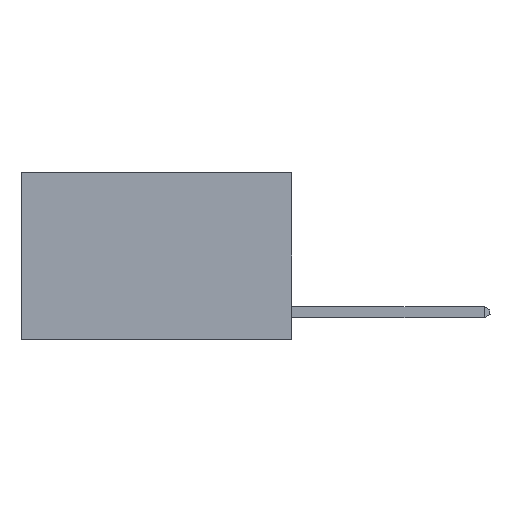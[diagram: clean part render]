
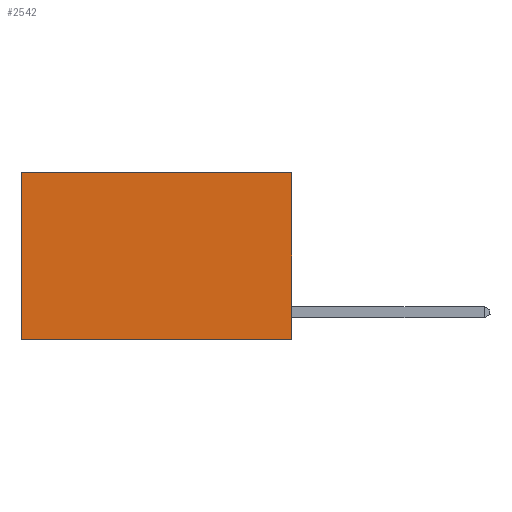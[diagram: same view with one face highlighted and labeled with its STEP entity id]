
A CAD part, left-side view. The second image highlights one B-rep face of the part: STEP entity #2542.
In plain terms, the highlighted planar face has unit normal (-1, 0, 0).
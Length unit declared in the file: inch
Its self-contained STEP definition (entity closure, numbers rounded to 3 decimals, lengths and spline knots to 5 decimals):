
#916 = LINE ( 'NONE', #4156, #3864 ) ;
#957 = ORIENTED_EDGE ( 'NONE', *, *, #8431, .F. ) ;
#1198 = LINE ( 'NONE', #2315, #10608 ) ;
#1651 = VERTEX_POINT ( 'NONE', #6463 ) ;
#2180 = EDGE_CURVE ( 'NONE', #9084, #6180, #1198, .T. ) ;
#2289 = EDGE_CURVE ( 'NONE', #10079, #1651, #4512, .T. ) ;
#2298 = ORIENTED_EDGE ( 'NONE', *, *, #2180, .F. ) ;
#2315 = CARTESIAN_POINT ( 'NONE',  ( 0.2625, 0., -0.37 ) ) ;
#2512 = CARTESIAN_POINT ( 'NONE',  ( 0.2625, 0., 0. ) ) ;
#2542 = ADVANCED_FACE ( 'NONE', ( #12941 ), #5088, .F. ) ;
#3026 = CARTESIAN_POINT ( 'NONE',  ( 0.2625, 0., 0. ) ) ;
#3405 = DIRECTION ( 'NONE',  ( 0., 1., 0. ) ) ;
#3864 = VECTOR ( 'NONE', #11060, 39.37008 ) ;
#4156 = CARTESIAN_POINT ( 'NONE',  ( 0.2625, 0.6, 0. ) ) ;
#4233 = AXIS2_PLACEMENT_3D ( 'NONE', #3026, #6423, #9624 ) ;
#4512 = LINE ( 'NONE', #11200, #9229 ) ;
#4558 = ORIENTED_EDGE ( 'NONE', *, *, #10849, .T. ) ;
#4899 = ORIENTED_EDGE ( 'NONE', *, *, #2289, .T. ) ;
#5088 = PLANE ( 'NONE',  #4233 ) ;
#6180 = VERTEX_POINT ( 'NONE', #11430 ) ;
#6299 = EDGE_LOOP ( 'NONE', ( #4558, #2298, #957, #4899 ) ) ;
#6423 = DIRECTION ( 'NONE',  ( 1., 0., 0. ) ) ;
#6463 = CARTESIAN_POINT ( 'NONE',  ( 0.2625, 0.6, 0. ) ) ;
#6473 = CARTESIAN_POINT ( 'NONE',  ( 0.2625, 0., -0.37 ) ) ;
#8431 = EDGE_CURVE ( 'NONE', #10079, #9084, #9388, .T. ) ;
#9084 = VERTEX_POINT ( 'NONE', #6473 ) ;
#9229 = VECTOR ( 'NONE', #3405, 39.37008 ) ;
#9323 = VECTOR ( 'NONE', #12856, 39.37008 ) ;
#9388 = LINE ( 'NONE', #2512, #9323 ) ;
#9624 = DIRECTION ( 'NONE',  ( 0., 0., -1. ) ) ;
#10079 = VERTEX_POINT ( 'NONE', #12847 ) ;
#10608 = VECTOR ( 'NONE', #14615, 39.37008 ) ;
#10849 = EDGE_CURVE ( 'NONE', #1651, #6180, #916, .T. ) ;
#11060 = DIRECTION ( 'NONE',  ( 0., 0., -1. ) ) ;
#11200 = CARTESIAN_POINT ( 'NONE',  ( 0.2625, 0., 0. ) ) ;
#11430 = CARTESIAN_POINT ( 'NONE',  ( 0.2625, 0.6, -0.37 ) ) ;
#12847 = CARTESIAN_POINT ( 'NONE',  ( 0.2625, 0., 0. ) ) ;
#12856 = DIRECTION ( 'NONE',  ( 0., 0., -1. ) ) ;
#12941 = FACE_OUTER_BOUND ( 'NONE', #6299, .T. ) ;
#14615 = DIRECTION ( 'NONE',  ( 0., 1., 0. ) ) ;
